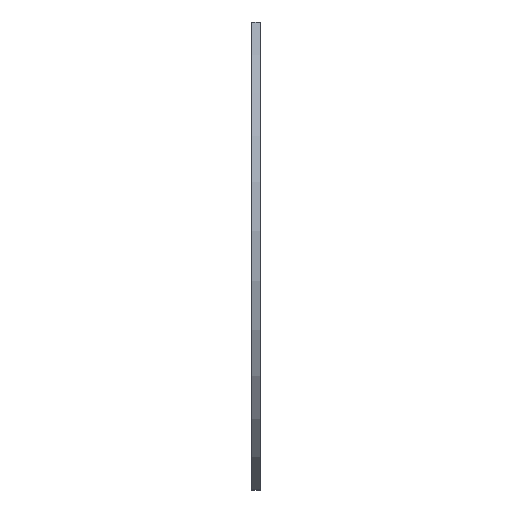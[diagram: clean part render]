
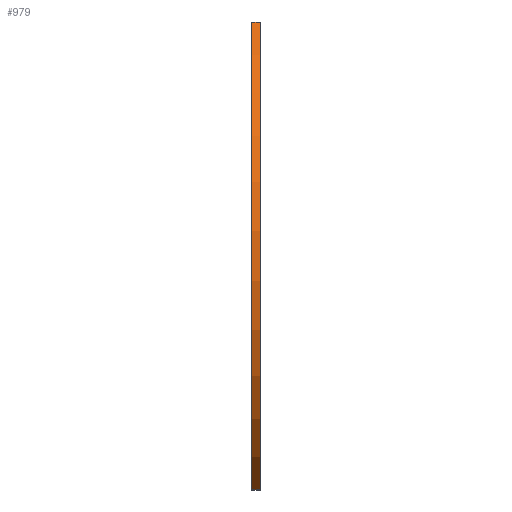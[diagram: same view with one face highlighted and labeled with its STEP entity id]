
A CAD part, left-side view. The second image highlights one B-rep face of the part: STEP entity #979.
In plain terms, the highlighted cylindrical face has radius 70 mm (diameter 140 mm), a partial arc.
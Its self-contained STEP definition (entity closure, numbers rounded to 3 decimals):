
#83=CIRCLE('',#1084,70.);
#84=CIRCLE('',#1085,70.);
#112=CYLINDRICAL_SURFACE('',#1083,70.);
#154=FACE_OUTER_BOUND('',#201,.T.);
#201=EDGE_LOOP('',(#793,#794,#795,#796));
#320=LINE('',#1602,#409);
#321=LINE('',#1608,#410);
#409=VECTOR('',#1322,10.);
#410=VECTOR('',#1329,10.);
#496=VERTEX_POINT('',#1598);
#497=VERTEX_POINT('',#1600);
#498=VERTEX_POINT('',#1604);
#499=VERTEX_POINT('',#1606);
#622=EDGE_CURVE('',#496,#497,#320,.T.);
#623=EDGE_CURVE('',#498,#496,#83,.T.);
#624=EDGE_CURVE('',#499,#497,#84,.T.);
#625=EDGE_CURVE('',#498,#499,#321,.T.);
#793=ORIENTED_EDGE('',*,*,#623,.T.);
#794=ORIENTED_EDGE('',*,*,#622,.T.);
#795=ORIENTED_EDGE('',*,*,#624,.F.);
#796=ORIENTED_EDGE('',*,*,#625,.F.);
#979=ADVANCED_FACE('',(#154),#112,.T.);
#1083=AXIS2_PLACEMENT_3D('',#1603,#1323,#1324);
#1084=AXIS2_PLACEMENT_3D('',#1605,#1325,#1326);
#1085=AXIS2_PLACEMENT_3D('',#1607,#1327,#1328);
#1322=DIRECTION('',(0.,1.,0.));
#1323=DIRECTION('center_axis',(0.,1.,0.));
#1324=DIRECTION('ref_axis',(-0.583,0.,-0.813));
#1325=DIRECTION('center_axis',(0.,1.,0.));
#1326=DIRECTION('ref_axis',(-0.583,0.,-0.813));
#1327=DIRECTION('center_axis',(0.,1.,0.));
#1328=DIRECTION('ref_axis',(-0.583,0.,-0.813));
#1329=DIRECTION('',(0.,1.,0.));
#1598=CARTESIAN_POINT('',(-40.791,0.,56.886));
#1600=CARTESIAN_POINT('',(-40.791,2.,56.886));
#1602=CARTESIAN_POINT('',(-40.791,0.,56.886));
#1603=CARTESIAN_POINT('Origin',(0.,0.,0.));
#1604=CARTESIAN_POINT('',(-40.791,0.,-56.886));
#1605=CARTESIAN_POINT('Origin',(0.,0.,0.));
#1606=CARTESIAN_POINT('',(-40.791,2.,-56.886));
#1607=CARTESIAN_POINT('Origin',(0.,2.,0.));
#1608=CARTESIAN_POINT('',(-40.791,0.,-56.886));
